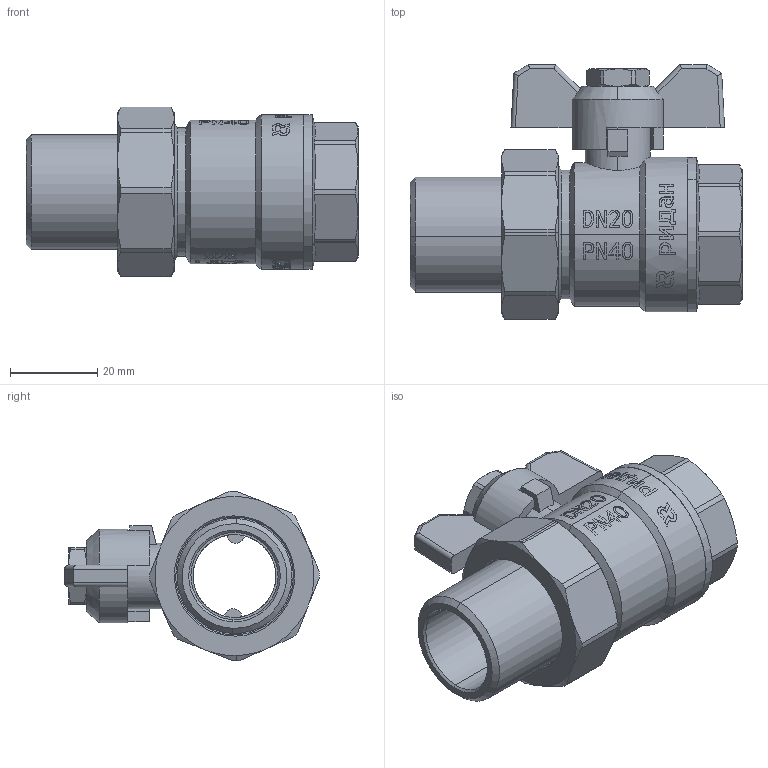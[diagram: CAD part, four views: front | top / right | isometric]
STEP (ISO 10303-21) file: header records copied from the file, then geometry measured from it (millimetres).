
FILE_DESCRIPTION (( 'STEP AP214' ), '1' );
FILE_NAME ('带接管球阀0.75.STEP', '2023-03-07T05:59:10', ( '' ), ( '' ), 'SwSTEP 2.0', 'SolidWorks 2016', '' );
FILE_SCHEMA (( 'AUTOMOTIVE_DESIGN' ));
Length unit declared in the file: millimetre
Products named in the file (13): 躇猾釱3040320000031; 3010101640023实心球30x19x4; ñ; 极; 带接管球阀0.75; 評倰忒梟; 鞠褒蹟譫_M8X5; 沓蹋俋蹟恇概裝; 諉奪; O遠22x2.5; 蟀諉簽; ѹñ3060203100012; 沓蹋3040420001058
Assembly tree (13 placements, depth 2):
  带接管球阀0.75
    极
    ñ
    3010101640023实心球30x19x4
    躇猾釱3040320000031  x2
    沓蹋3040420001058
    ѹñ3060203100012
    蟀諉簽
    O遠22x2.5
    諉奪
    沓蹋俋蹟恇概裝
    鞠褒蹟譫_M8X5
    評倰忒梟
Bounding box: 76.17 x 58.5 x 39 mm (x, y, z)
Volume: 42338.9 mm3; surface area: 33757.9 mm2
Topology: 13 solids, 13 shells, 945 faces, 2383 edges, 1538 vertices
Faces by surface type: plane 370, bspline 242, cylinder 202, cone 115, torus 12, sphere 4
Entity records: 57232 total; most frequent: CARTESIAN_POINT 36079, ORIENTED_EDGE 4698, DIRECTION 3399, EDGE_CURVE 2349, VERTEX_POINT 1518, AXIS2_PLACEMENT_3D 1306, EDGE_LOOP 1031, B_SPLINE_CURVE_WITH_KNOTS 941
